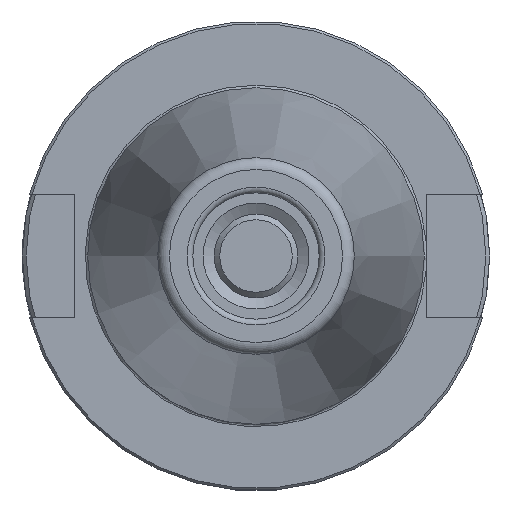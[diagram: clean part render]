
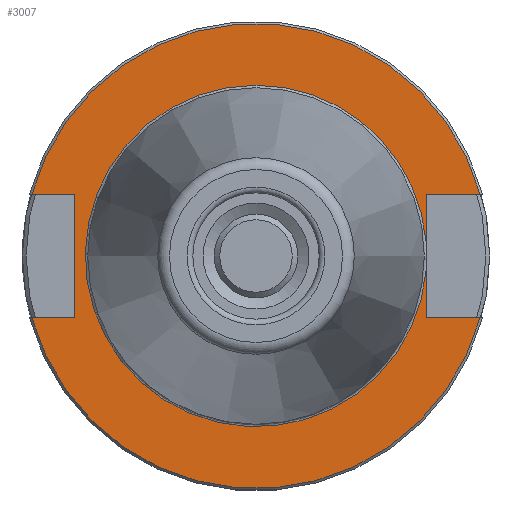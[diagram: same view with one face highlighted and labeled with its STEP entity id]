
A CAD part, left-side view. The second image highlights one B-rep face of the part: STEP entity #3007.
In plain terms, the highlighted planar face has unit normal (-1, 0, 0).
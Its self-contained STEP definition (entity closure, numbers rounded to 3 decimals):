
#184=CIRCLE('',#3289,48.25);
#185=CIRCLE('',#3291,48.25);
#191=CIRCLE('',#3300,35.429);
#192=CIRCLE('',#3301,35.429);
#366=FACE_OUTER_BOUND('',#556,.T.);
#556=EDGE_LOOP('',(#2305,#2306,#2307,#2308,#2309,#2310,#2311,#2312,#2313,
#2314,#2315));
#744=LINE('',#4686,#987);
#753=LINE('',#4776,#996);
#757=LINE('',#4794,#1000);
#758=LINE('',#4795,#1001);
#761=LINE('',#4803,#1004);
#769=LINE('',#4888,#1012);
#772=LINE('',#4892,#1015);
#987=VECTOR('',#3735,10.);
#996=VECTOR('',#3750,10.);
#1000=VECTOR('',#3756,10.);
#1001=VECTOR('',#3757,10.);
#1004=VECTOR('',#3762,10.);
#1012=VECTOR('',#3772,10.);
#1015=VECTOR('',#3777,10.);
#1267=VERTEX_POINT('',#4683);
#1268=VERTEX_POINT('',#4685);
#1277=VERTEX_POINT('',#4727);
#1278=VERTEX_POINT('',#4728);
#1289=VERTEX_POINT('',#4771);
#1290=VERTEX_POINT('',#4775);
#1295=VERTEX_POINT('',#4800);
#1296=VERTEX_POINT('',#4802);
#1315=VERTEX_POINT('',#4883);
#1316=VERTEX_POINT('',#4887);
#1323=VERTEX_POINT('',#4951);
#1590=EDGE_CURVE('',#1268,#1267,#744,.T.);
#1612=EDGE_CURVE('',#1290,#1289,#753,.T.);
#1617=EDGE_CURVE('',#1277,#1290,#757,.T.);
#1618=EDGE_CURVE('',#1267,#1278,#758,.T.);
#1621=EDGE_CURVE('',#1296,#1295,#761,.T.);
#1641=EDGE_CURVE('',#1316,#1315,#769,.T.);
#1644=EDGE_CURVE('',#1295,#1316,#772,.T.);
#1666=EDGE_CURVE('',#1296,#1289,#184,.T.);
#1667=EDGE_CURVE('',#1268,#1315,#185,.T.);
#1675=EDGE_CURVE('',#1278,#1323,#191,.T.);
#1676=EDGE_CURVE('',#1323,#1277,#192,.T.);
#2305=ORIENTED_EDGE('',*,*,#1618,.T.);
#2306=ORIENTED_EDGE('',*,*,#1675,.T.);
#2307=ORIENTED_EDGE('',*,*,#1676,.T.);
#2308=ORIENTED_EDGE('',*,*,#1617,.T.);
#2309=ORIENTED_EDGE('',*,*,#1612,.T.);
#2310=ORIENTED_EDGE('',*,*,#1666,.F.);
#2311=ORIENTED_EDGE('',*,*,#1621,.T.);
#2312=ORIENTED_EDGE('',*,*,#1644,.T.);
#2313=ORIENTED_EDGE('',*,*,#1641,.T.);
#2314=ORIENTED_EDGE('',*,*,#1667,.F.);
#2315=ORIENTED_EDGE('',*,*,#1590,.T.);
#2856=PLANE('',#3304);
#3007=ADVANCED_FACE('',(#366),#2856,.T.);
#3289=AXIS2_PLACEMENT_3D('',#4934,#3858,#3859);
#3291=AXIS2_PLACEMENT_3D('',#4936,#3862,#3863);
#3300=AXIS2_PLACEMENT_3D('',#4953,#3882,#3883);
#3301=AXIS2_PLACEMENT_3D('',#4954,#3884,#3885);
#3304=AXIS2_PLACEMENT_3D('',#4958,#3890,#3891);
#3735=DIRECTION('',(0.,1.,0.));
#3750=DIRECTION('',(0.,-1.,0.));
#3756=DIRECTION('',(0.,0.,1.));
#3757=DIRECTION('',(0.,0.,1.));
#3762=DIRECTION('',(0.,-1.,0.));
#3772=DIRECTION('',(0.,1.,0.));
#3777=DIRECTION('',(0.,0.,-1.));
#3858=DIRECTION('center_axis',(1.,0.,0.));
#3859=DIRECTION('ref_axis',(0.,0.,-1.));
#3862=DIRECTION('center_axis',(1.,0.,0.));
#3863=DIRECTION('ref_axis',(0.,0.,-1.));
#3882=DIRECTION('center_axis',(1.,0.,0.));
#3883=DIRECTION('ref_axis',(0.,0.,-1.));
#3884=DIRECTION('center_axis',(1.,0.,0.));
#3885=DIRECTION('ref_axis',(0.,0.,-1.));
#3890=DIRECTION('center_axis',(-1.,0.,0.));
#3891=DIRECTION('ref_axis',(0.,0.,1.));
#4683=CARTESIAN_POINT('',(1.5,-35.3,-12.825));
#4685=CARTESIAN_POINT('',(1.5,-46.514,-12.825));
#4686=CARTESIAN_POINT('',(1.5,-13.707,-12.825));
#4727=CARTESIAN_POINT('',(1.5,-35.3,3.016));
#4728=CARTESIAN_POINT('',(1.5,-35.3,-3.016));
#4771=CARTESIAN_POINT('',(1.5,-46.514,12.825));
#4775=CARTESIAN_POINT('',(1.5,-35.3,12.825));
#4776=CARTESIAN_POINT('',(1.5,6.475,12.825));
#4794=CARTESIAN_POINT('',(1.5,-35.3,-6.413));
#4795=CARTESIAN_POINT('',(1.5,-35.3,-6.413));
#4800=CARTESIAN_POINT('',(1.5,37.7,12.825));
#4802=CARTESIAN_POINT('',(1.5,46.514,12.825));
#4803=CARTESIAN_POINT('',(1.5,61.395,12.825));
#4883=CARTESIAN_POINT('',(1.5,46.514,-12.825));
#4887=CARTESIAN_POINT('',(1.5,37.7,-12.825));
#4888=CARTESIAN_POINT('',(1.5,42.975,-12.825));
#4892=CARTESIAN_POINT('',(1.5,37.7,6.413));
#4934=CARTESIAN_POINT('Origin',(1.5,0.,0.));
#4936=CARTESIAN_POINT('Origin',(1.5,0.,0.));
#4951=CARTESIAN_POINT('',(1.5,0.,35.429));
#4953=CARTESIAN_POINT('Origin',(1.5,0.,0.));
#4954=CARTESIAN_POINT('Origin',(1.5,0.,0.));
#4958=CARTESIAN_POINT('Origin',(1.5,48.25,0.));
